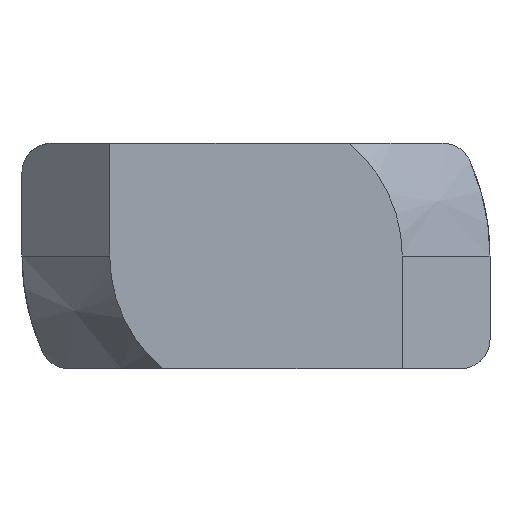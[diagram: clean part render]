
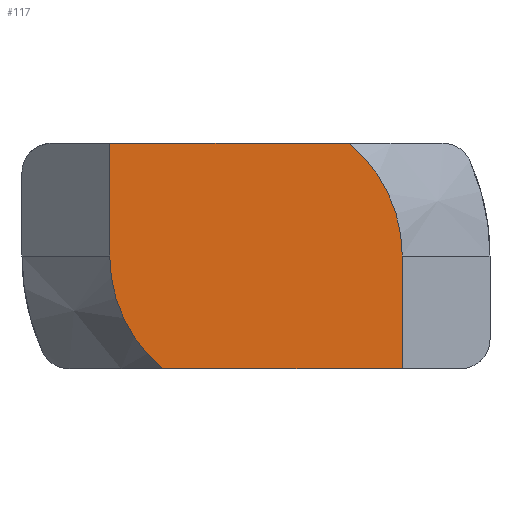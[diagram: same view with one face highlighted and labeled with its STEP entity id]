
A CAD part, front view. The second image highlights one B-rep face of the part: STEP entity #117.
In plain terms, the highlighted planar face has unit normal (0, -1, 0).
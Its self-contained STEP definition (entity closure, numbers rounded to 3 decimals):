
#117 = ADVANCED_FACE( '', ( #268 ), #269, .F. );
#268 = FACE_OUTER_BOUND( '', #449, .T. );
#269 = PLANE( '', #450 );
#449 = EDGE_LOOP( '', ( #740, #741, #742, #743, #744, #745 ) );
#450 = AXIS2_PLACEMENT_3D( '', #746, #747, #748 );
#740 = ORIENTED_EDGE( '', *, *, #1207, .T. );
#741 = ORIENTED_EDGE( '', *, *, #1208, .F. );
#742 = ORIENTED_EDGE( '', *, *, #1209, .F. );
#743 = ORIENTED_EDGE( '', *, *, #1210, .T. );
#744 = ORIENTED_EDGE( '', *, *, #1144, .T. );
#745 = ORIENTED_EDGE( '', *, *, #1211, .T. );
#746 = CARTESIAN_POINT( '', ( 8., 0., 3.85 ) );
#747 = DIRECTION( '', ( 0., 1., 0. ) );
#748 = DIRECTION( '', ( 0., 0., 1. ) );
#1144 = EDGE_CURVE( '', #1387, #1385, #1388, .T. );
#1207 = EDGE_CURVE( '', #1491, #1492, #1493, .T. );
#1208 = EDGE_CURVE( '', #1494, #1492, #1495, .T. );
#1209 = EDGE_CURVE( '', #1496, #1494, #1497, .T. );
#1210 = EDGE_CURVE( '', #1496, #1387, #1498, .T. );
#1211 = EDGE_CURVE( '', #1385, #1491, #1499, .T. );
#1385 = VERTEX_POINT( '', #1740 );
#1387 = VERTEX_POINT( '', #1747 );
#1388 = CIRCLE( '', #1748, 5. );
#1491 = VERTEX_POINT( '', #1875 );
#1492 = VERTEX_POINT( '', #1876 );
#1493 = LINE( '', #1877, #1878 );
#1494 = VERTEX_POINT( '', #1879 );
#1495 = CIRCLE( '', #1880, 5. );
#1496 = VERTEX_POINT( '', #1881 );
#1497 = LINE( '', #1882, #1883 );
#1498 = LINE( '', #1884, #1885 );
#1499 = LINE( '', #1886, #1887 );
#1740 = CARTESIAN_POINT( '', ( 3.19, 0., 3.85 ) );
#1747 = CARTESIAN_POINT( '', ( 5., 0., 0. ) );
#1748 = AXIS2_PLACEMENT_3D( '', #2108, #2109, #2110 );
#1875 = CARTESIAN_POINT( '', ( -5., 0., 3.85 ) );
#1876 = CARTESIAN_POINT( '', ( -5., 0., 0. ) );
#1877 = CARTESIAN_POINT( '', ( -5., 0., 3.85 ) );
#1878 = VECTOR( '', #2213, 1000. );
#1879 = CARTESIAN_POINT( '', ( -3.19, 0., -3.85 ) );
#1880 = AXIS2_PLACEMENT_3D( '', #2214, #2215, #2216 );
#1881 = CARTESIAN_POINT( '', ( 5., 0., -3.85 ) );
#1882 = CARTESIAN_POINT( '', ( 8., 0., -3.85 ) );
#1883 = VECTOR( '', #2217, 1000. );
#1884 = CARTESIAN_POINT( '', ( 5., 0., -3.85 ) );
#1885 = VECTOR( '', #2218, 1000. );
#1886 = CARTESIAN_POINT( '', ( 8., 0., 3.85 ) );
#1887 = VECTOR( '', #2219, 1000. );
#2108 = CARTESIAN_POINT( '', ( 0., 0., 0. ) );
#2109 = DIRECTION( '', ( 0., -1., 0. ) );
#2110 = DIRECTION( '', ( 0., 0., -1. ) );
#2213 = DIRECTION( '', ( 0., 0., -1. ) );
#2214 = CARTESIAN_POINT( '', ( 0., 0., 0. ) );
#2215 = DIRECTION( '', ( 0., 1., 0. ) );
#2216 = DIRECTION( '', ( 0., 0., 1. ) );
#2217 = DIRECTION( '', ( -1., 0., 0. ) );
#2218 = DIRECTION( '', ( 0., 0., 1. ) );
#2219 = DIRECTION( '', ( -1., 0., 0. ) );
